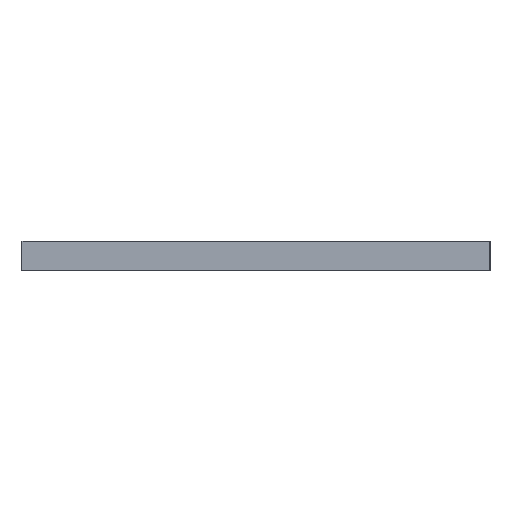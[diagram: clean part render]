
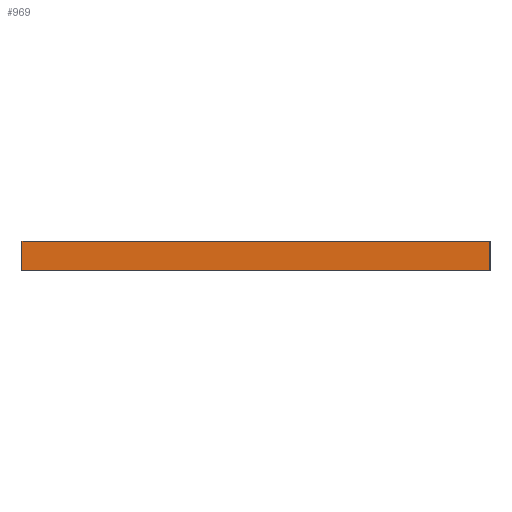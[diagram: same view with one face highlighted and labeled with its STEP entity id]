
A CAD part, front view. The second image highlights one B-rep face of the part: STEP entity #969.
In plain terms, the highlighted planar face has unit normal (0, -1, 0).
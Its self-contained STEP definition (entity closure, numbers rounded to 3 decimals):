
#9 = VERTEX_POINT ( 'NONE', #984 ) ;
#17 = LINE ( 'NONE', #86, #326 ) ;
#54 = VECTOR ( 'NONE', #535, 1000. ) ;
#58 = CARTESIAN_POINT ( 'NONE',  ( 38., 0., 0. ) ) ;
#69 = VERTEX_POINT ( 'NONE', #273 ) ;
#86 = CARTESIAN_POINT ( 'NONE',  ( -2., 0., 2.5 ) ) ;
#97 = ORIENTED_EDGE ( 'NONE', *, *, #131, .T. ) ;
#115 = CARTESIAN_POINT ( 'NONE',  ( -2., 0., 2.5 ) ) ;
#131 = EDGE_CURVE ( 'NONE', #583, #9, #17, .T. ) ;
#190 = VECTOR ( 'NONE', #696, 1000. ) ;
#242 = AXIS2_PLACEMENT_3D ( 'NONE', #989, #375, #523 ) ;
#271 = ORIENTED_EDGE ( 'NONE', *, *, #575, .T. ) ;
#273 = CARTESIAN_POINT ( 'NONE',  ( 38., 0., 2.5 ) ) ;
#315 = EDGE_CURVE ( 'NONE', #69, #581, #615, .T. ) ;
#325 = LINE ( 'NONE', #958, #190 ) ;
#326 = VECTOR ( 'NONE', #807, 1000. ) ;
#355 = LINE ( 'NONE', #530, #54 ) ;
#375 = DIRECTION ( 'NONE',  ( 0., 1., 0. ) ) ;
#456 = FACE_OUTER_BOUND ( 'NONE', #951, .T. ) ;
#470 = DIRECTION ( 'NONE',  ( 0., 0., -1. ) ) ;
#523 = DIRECTION ( 'NONE',  ( -1., 0., 0. ) ) ;
#530 = CARTESIAN_POINT ( 'NONE',  ( 0., 0., 2.5 ) ) ;
#535 = DIRECTION ( 'NONE',  ( 1., 0., 0. ) ) ;
#575 = EDGE_CURVE ( 'NONE', #9, #581, #325, .T. ) ;
#581 = VERTEX_POINT ( 'NONE', #58 ) ;
#583 = VERTEX_POINT ( 'NONE', #115 ) ;
#599 = VECTOR ( 'NONE', #470, 1000. ) ;
#615 = LINE ( 'NONE', #1025, #599 ) ;
#696 = DIRECTION ( 'NONE',  ( 1., 0., 0. ) ) ;
#752 = PLANE ( 'NONE',  #242 ) ;
#807 = DIRECTION ( 'NONE',  ( 0., 0., -1. ) ) ;
#951 = EDGE_LOOP ( 'NONE', ( #271, #1008, #953, #97 ) ) ;
#953 = ORIENTED_EDGE ( 'NONE', *, *, #993, .F. ) ;
#958 = CARTESIAN_POINT ( 'NONE',  ( 0., 0., 0. ) ) ;
#969 = ADVANCED_FACE ( 'NONE', ( #456 ), #752, .F. ) ;
#984 = CARTESIAN_POINT ( 'NONE',  ( -2., 0., 0. ) ) ;
#989 = CARTESIAN_POINT ( 'NONE',  ( 0., 0., 2.5 ) ) ;
#993 = EDGE_CURVE ( 'NONE', #583, #69, #355, .T. ) ;
#1008 = ORIENTED_EDGE ( 'NONE', *, *, #315, .F. ) ;
#1025 = CARTESIAN_POINT ( 'NONE',  ( 38., 0., 2.5 ) ) ;
